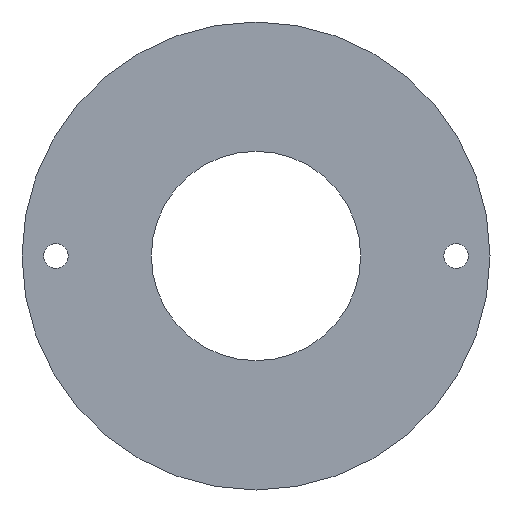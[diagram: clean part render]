
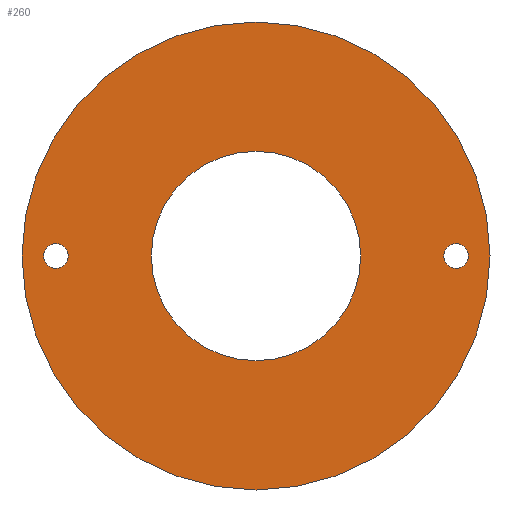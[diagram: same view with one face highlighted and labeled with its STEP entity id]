
A CAD part, front view. The second image highlights one B-rep face of the part: STEP entity #260.
In plain terms, the highlighted planar face has unit normal (0, -1, 0).
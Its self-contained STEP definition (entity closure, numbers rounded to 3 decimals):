
#4 = VERTEX_POINT ( 'NONE', #262 ) ;
#11 = VERTEX_POINT ( 'NONE', #177 ) ;
#19 = DIRECTION ( 'NONE',  ( 0., 0., 1. ) ) ;
#24 = DIRECTION ( 'NONE',  ( 0., 1., 0. ) ) ;
#28 = CARTESIAN_POINT ( 'NONE',  ( 0., 0., 0. ) ) ;
#39 = DIRECTION ( 'NONE',  ( 0., 1., 0. ) ) ;
#44 = DIRECTION ( 'NONE',  ( 0., 0., 1. ) ) ;
#45 = AXIS2_PLACEMENT_3D ( 'NONE', #297, #207, #151 ) ;
#46 = DIRECTION ( 'NONE',  ( 0., 0., 1. ) ) ;
#47 = DIRECTION ( 'NONE',  ( 0., 1., 0. ) ) ;
#50 = AXIS2_PLACEMENT_3D ( 'NONE', #265, #355, #46 ) ;
#52 = ORIENTED_EDGE ( 'NONE', *, *, #236, .T. ) ;
#56 = FACE_BOUND ( 'NONE', #277, .T. ) ;
#62 = FACE_BOUND ( 'NONE', #287, .T. ) ;
#69 = CARTESIAN_POINT ( 'NONE',  ( 16.25, 0., -1. ) ) ;
#72 = VERTEX_POINT ( 'NONE', #350 ) ;
#73 = CARTESIAN_POINT ( 'NONE',  ( 0., 0., -19. ) ) ;
#74 = VERTEX_POINT ( 'NONE', #356 ) ;
#75 = DIRECTION ( 'NONE',  ( 0., 0., 1. ) ) ;
#82 = AXIS2_PLACEMENT_3D ( 'NONE', #331, #184, #75 ) ;
#84 = ORIENTED_EDGE ( 'NONE', *, *, #102, .F. ) ;
#88 = AXIS2_PLACEMENT_3D ( 'NONE', #210, #39, #44 ) ;
#93 = EDGE_CURVE ( 'NONE', #175, #72, #167, .T. ) ;
#94 = CIRCLE ( 'NONE', #276, 19. ) ;
#95 = ORIENTED_EDGE ( 'NONE', *, *, #238, .T. ) ;
#100 = ORIENTED_EDGE ( 'NONE', *, *, #224, .T. ) ;
#102 = EDGE_CURVE ( 'NONE', #119, #74, #314, .T. ) ;
#118 = FACE_BOUND ( 'NONE', #342, .T. ) ;
#119 = VERTEX_POINT ( 'NONE', #73 ) ;
#127 = CIRCLE ( 'NONE', #82, 1. ) ;
#131 = CARTESIAN_POINT ( 'NONE',  ( -16.25, 0., 0. ) ) ;
#135 = VERTEX_POINT ( 'NONE', #69 ) ;
#139 = FACE_OUTER_BOUND ( 'NONE', #142, .T. ) ;
#141 = CIRCLE ( 'NONE', #88, 8.5 ) ;
#142 = EDGE_LOOP ( 'NONE', ( #84, #349 ) ) ;
#144 = ORIENTED_EDGE ( 'NONE', *, *, #93, .T. ) ;
#148 = ORIENTED_EDGE ( 'NONE', *, *, #212, .T. ) ;
#151 = DIRECTION ( 'NONE',  ( 0., 0., 1. ) ) ;
#153 = CARTESIAN_POINT ( 'NONE',  ( 0., 0., -8.5 ) ) ;
#155 = CARTESIAN_POINT ( 'NONE',  ( 0., 0., 0. ) ) ;
#160 = EDGE_CURVE ( 'NONE', #72, #175, #141, .T. ) ;
#167 = CIRCLE ( 'NONE', #50, 8.5 ) ;
#174 = AXIS2_PLACEMENT_3D ( 'NONE', #131, #305, #217 ) ;
#175 = VERTEX_POINT ( 'NONE', #153 ) ;
#177 = CARTESIAN_POINT ( 'NONE',  ( -16.25, 0., 1. ) ) ;
#184 = DIRECTION ( 'NONE',  ( 0., 1., 0. ) ) ;
#199 = ORIENTED_EDGE ( 'NONE', *, *, #160, .T. ) ;
#207 = DIRECTION ( 'NONE',  ( 0., 1., 0. ) ) ;
#210 = CARTESIAN_POINT ( 'NONE',  ( 0., 0., 0. ) ) ;
#212 = EDGE_CURVE ( 'NONE', #283, #11, #127, .T. ) ;
#213 = CIRCLE ( 'NONE', #330, 1. ) ;
#217 = DIRECTION ( 'NONE',  ( 0., 0., 1. ) ) ;
#224 = EDGE_CURVE ( 'NONE', #11, #283, #282, .T. ) ;
#228 = AXIS2_PLACEMENT_3D ( 'NONE', #155, #47, #359 ) ;
#236 = EDGE_CURVE ( 'NONE', #135, #4, #213, .T. ) ;
#238 = EDGE_CURVE ( 'NONE', #4, #135, #269, .T. ) ;
#241 = CARTESIAN_POINT ( 'NONE',  ( -16.25, 0., -1. ) ) ;
#242 = CARTESIAN_POINT ( 'NONE',  ( 16.25, 0., 0. ) ) ;
#246 = DIRECTION ( 'NONE',  ( 0., 1., 0. ) ) ;
#250 = DIRECTION ( 'NONE',  ( 0., 1., 0. ) ) ;
#252 = DIRECTION ( 'NONE',  ( 0., 0., 1. ) ) ;
#260 = ADVANCED_FACE ( 'NONE', ( #139, #118, #56, #62 ), #301, .F. ) ;
#262 = CARTESIAN_POINT ( 'NONE',  ( 16.25, 0., 1. ) ) ;
#265 = CARTESIAN_POINT ( 'NONE',  ( 0., 0., 0. ) ) ;
#267 = AXIS2_PLACEMENT_3D ( 'NONE', #300, #246, #19 ) ;
#269 = CIRCLE ( 'NONE', #267, 1. ) ;
#272 = DIRECTION ( 'NONE',  ( 0., 0., 1. ) ) ;
#276 = AXIS2_PLACEMENT_3D ( 'NONE', #28, #250, #252 ) ;
#277 = EDGE_LOOP ( 'NONE', ( #52, #95 ) ) ;
#282 = CIRCLE ( 'NONE', #174, 1. ) ;
#283 = VERTEX_POINT ( 'NONE', #241 ) ;
#287 = EDGE_LOOP ( 'NONE', ( #148, #100 ) ) ;
#297 = CARTESIAN_POINT ( 'NONE',  ( 0., 0., 0. ) ) ;
#300 = CARTESIAN_POINT ( 'NONE',  ( 16.25, 0., 0. ) ) ;
#301 = PLANE ( 'NONE',  #228 ) ;
#305 = DIRECTION ( 'NONE',  ( 0., 1., 0. ) ) ;
#314 = CIRCLE ( 'NONE', #45, 19. ) ;
#330 = AXIS2_PLACEMENT_3D ( 'NONE', #242, #24, #272 ) ;
#331 = CARTESIAN_POINT ( 'NONE',  ( -16.25, 0., 0. ) ) ;
#342 = EDGE_LOOP ( 'NONE', ( #144, #199 ) ) ;
#343 = EDGE_CURVE ( 'NONE', #74, #119, #94, .T. ) ;
#349 = ORIENTED_EDGE ( 'NONE', *, *, #343, .F. ) ;
#350 = CARTESIAN_POINT ( 'NONE',  ( 0., 0., 8.5 ) ) ;
#355 = DIRECTION ( 'NONE',  ( 0., 1., 0. ) ) ;
#356 = CARTESIAN_POINT ( 'NONE',  ( 0., 0., 19. ) ) ;
#359 = DIRECTION ( 'NONE',  ( 0., 0., 1. ) ) ;
